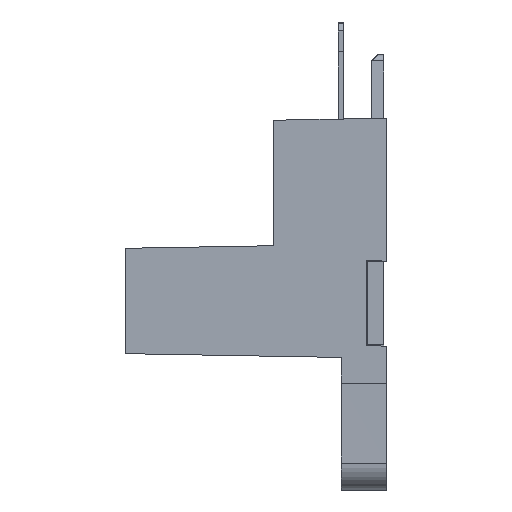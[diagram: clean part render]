
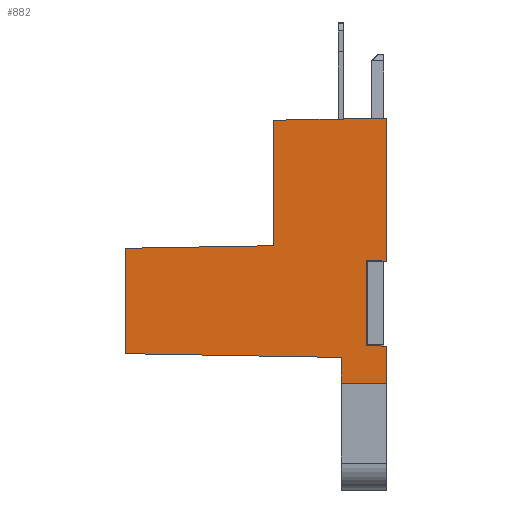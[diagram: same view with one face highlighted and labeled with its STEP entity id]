
A CAD part, left-side view. The second image highlights one B-rep face of the part: STEP entity #882.
In plain terms, the highlighted planar face has unit normal (-1, 0.009, 0).
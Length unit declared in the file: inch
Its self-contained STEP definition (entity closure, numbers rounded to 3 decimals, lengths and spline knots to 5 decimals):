
#33 = CARTESIAN_POINT ( 'NONE',  ( -0.60058, 0.61066, -0.52922 ) ) ;
#68 = LINE ( 'NONE', #5076, #6156 ) ;
#153 = CARTESIAN_POINT ( 'NONE',  ( -0.6055, 0.04767, -0.75742 ) ) ;
#251 = CARTESIAN_POINT ( 'NONE',  ( -0.60361, 0.2642, -0.52317 ) ) ;
#254 = VECTOR ( 'NONE', #1696, 39.37008 ) ;
#321 = EDGE_CURVE ( 'NONE', #5762, #3890, #2216, .T. ) ;
#353 = EDGE_CURVE ( 'NONE', #5836, #5094, #6021, .T. ) ;
#388 = CARTESIAN_POINT ( 'NONE',  ( -0.60591, 0.00042, -0.55912 ) ) ;
#399 = EDGE_CURVE ( 'NONE', #495, #3923, #6024, .T. ) ;
#486 = ORIENTED_EDGE ( 'NONE', *, *, #1881, .F. ) ;
#495 = VERTEX_POINT ( 'NONE', #33 ) ;
#514 = DIRECTION ( 'NONE',  ( 0., 0., 1. ) ) ;
#565 = DIRECTION ( 'NONE',  ( -0.009, -1., 0.017 ) ) ;
#579 = LINE ( 'NONE', #6034, #2080 ) ;
#727 = LINE ( 'NONE', #4554, #5055 ) ;
#852 = ORIENTED_EDGE ( 'NONE', *, *, #5572, .F. ) ;
#864 = CARTESIAN_POINT ( 'NONE',  ( -0.60545, 0.10672, -0.84488 ) ) ;
#882 = ADVANCED_FACE ( 'NONE', ( #1798 ), #2244, .F. ) ;
#889 = CARTESIAN_POINT ( 'NONE',  ( -0.6055, 0.04767, -0.55829 ) ) ;
#908 = VERTEX_POINT ( 'NONE', #4598 ) ;
#929 = ORIENTED_EDGE ( 'NONE', *, *, #4015, .F. ) ;
#960 = LINE ( 'NONE', #5394, #4858 ) ;
#1047 = VECTOR ( 'NONE', #2004, 39.37008 ) ;
#1063 = CARTESIAN_POINT ( 'NONE',  ( -0.60361, 0.2642, -0.2297 ) ) ;
#1123 = LINE ( 'NONE', #2250, #254 ) ;
#1128 = CARTESIAN_POINT ( 'NONE',  ( -0.60058, 0.61066, -0.52922 ) ) ;
#1168 = DIRECTION ( 'NONE',  ( 0., 0., 1. ) ) ;
#1227 = CARTESIAN_POINT ( 'NONE',  ( -0.60545, 0.10672, -0.84488 ) ) ;
#1259 = CARTESIAN_POINT ( 'NONE',  ( -0.60325, 0.30573, -0.62971 ) ) ;
#1261 = ORIENTED_EDGE ( 'NONE', *, *, #321, .F. ) ;
#1358 = VECTOR ( 'NONE', #5960, 39.37008 ) ;
#1685 = EDGE_CURVE ( 'NONE', #5571, #4774, #960, .T. ) ;
#1696 = DIRECTION ( 'NONE',  ( 0., 0., 1. ) ) ;
#1701 = LINE ( 'NONE', #4401, #2523 ) ;
#1707 = VECTOR ( 'NONE', #4397, 39.37008 ) ;
#1798 = FACE_OUTER_BOUND ( 'NONE', #2601, .T. ) ;
#1812 = VERTEX_POINT ( 'NONE', #6628 ) ;
#1847 = EDGE_CURVE ( 'NONE', #3923, #908, #1701, .T. ) ;
#1881 = EDGE_CURVE ( 'NONE', #2119, #5762, #68, .T. ) ;
#2004 = DIRECTION ( 'NONE',  ( 0., 0., -1. ) ) ;
#2080 = VECTOR ( 'NONE', #514, 39.37008 ) ;
#2119 = VERTEX_POINT ( 'NONE', #864 ) ;
#2216 = LINE ( 'NONE', #4968, #1707 ) ;
#2244 = PLANE ( 'NONE',  #2877 ) ;
#2249 = CARTESIAN_POINT ( 'NONE',  ( -0.60591, 0.00042, -0.84488 ) ) ;
#2250 = CARTESIAN_POINT ( 'NONE',  ( -0.60591, 0.00042, -0.39152 ) ) ;
#2308 = VECTOR ( 'NONE', #565, 39.37008 ) ;
#2523 = VECTOR ( 'NONE', #6561, 39.37008 ) ;
#2569 = ORIENTED_EDGE ( 'NONE', *, *, #6089, .T. ) ;
#2601 = EDGE_LOOP ( 'NONE', ( #3694, #1261, #486, #5555, #6874, #6752, #852, #4975, #2569, #929, #4752, #5951 ) ) ;
#2644 = VECTOR ( 'NONE', #4156, 39.37008 ) ;
#2877 = AXIS2_PLACEMENT_3D ( 'NONE', #1259, #3451, #5635 ) ;
#3185 = DIRECTION ( 'NONE',  ( -0.009, -1., -0.017 ) ) ;
#3451 = DIRECTION ( 'NONE',  ( 1., -0.009, 0. ) ) ;
#3694 = ORIENTED_EDGE ( 'NONE', *, *, #5391, .F. ) ;
#3890 = VERTEX_POINT ( 'NONE', #5145 ) ;
#3923 = VERTEX_POINT ( 'NONE', #251 ) ;
#4015 = EDGE_CURVE ( 'NONE', #908, #1812, #4358, .T. ) ;
#4059 = VERTEX_POINT ( 'NONE', #5931 ) ;
#4114 = B_SPLINE_CURVE_WITH_KNOTS ( 'NONE', 3,
 ( #2249, #4425, #6765, #1227 ),
 .UNSPECIFIED., .F., .F.,
 ( 4, 4 ),
 ( 0., 1. ),
 .UNSPECIFIED. ) ;
#4156 = DIRECTION ( 'NONE',  ( -0.009, -1., -0.009 ) ) ;
#4320 = CARTESIAN_POINT ( 'NONE',  ( -0.6055, 0.04767, -0.75742 ) ) ;
#4358 = LINE ( 'NONE', #1063, #2308 ) ;
#4397 = DIRECTION ( 'NONE',  ( 0.009, 1., 0.017 ) ) ;
#4401 = CARTESIAN_POINT ( 'NONE',  ( -0.60361, 0.2642, -0.62971 ) ) ;
#4425 = CARTESIAN_POINT ( 'NONE',  ( -0.60591, 0.03586, -0.84488 ) ) ;
#4554 = CARTESIAN_POINT ( 'NONE',  ( -0.60058, 0.61066, -0.62971 ) ) ;
#4598 = CARTESIAN_POINT ( 'NONE',  ( -0.60361, 0.2642, -0.2297 ) ) ;
#4671 = CARTESIAN_POINT ( 'NONE',  ( -0.60591, 0.00042, -0.75784 ) ) ;
#4752 = ORIENTED_EDGE ( 'NONE', *, *, #1847, .F. ) ;
#4774 = VERTEX_POINT ( 'NONE', #388 ) ;
#4858 = VECTOR ( 'NONE', #3185, 39.37008 ) ;
#4950 = EDGE_CURVE ( 'NONE', #4059, #2119, #4114, .T. ) ;
#4968 = CARTESIAN_POINT ( 'NONE',  ( -0.60498, 0.10672, -0.78443 ) ) ;
#4975 = ORIENTED_EDGE ( 'NONE', *, *, #1685, .T. ) ;
#5055 = VECTOR ( 'NONE', #6112, 39.37008 ) ;
#5076 = CARTESIAN_POINT ( 'NONE',  ( -0.60498, 0.10672, -0.92827 ) ) ;
#5094 = VERTEX_POINT ( 'NONE', #4671 ) ;
#5145 = CARTESIAN_POINT ( 'NONE',  ( -0.60058, 0.61066, -0.77563 ) ) ;
#5391 = EDGE_CURVE ( 'NONE', #3890, #495, #727, .T. ) ;
#5394 = CARTESIAN_POINT ( 'NONE',  ( -0.6055, 0.04767, -0.55829 ) ) ;
#5555 = ORIENTED_EDGE ( 'NONE', *, *, #4950, .F. ) ;
#5571 = VERTEX_POINT ( 'NONE', #889 ) ;
#5572 = EDGE_CURVE ( 'NONE', #5571, #5836, #6895, .T. ) ;
#5635 = DIRECTION ( 'NONE',  ( 0.009, 1., 0. ) ) ;
#5674 = EDGE_CURVE ( 'NONE', #4059, #5094, #579, .T. ) ;
#5762 = VERTEX_POINT ( 'NONE', #6677 ) ;
#5829 = CARTESIAN_POINT ( 'NONE',  ( -0.6055, 0.04767, -0.62971 ) ) ;
#5836 = VERTEX_POINT ( 'NONE', #153 ) ;
#5931 = CARTESIAN_POINT ( 'NONE',  ( -0.60591, 0.00042, -0.84488 ) ) ;
#5951 = ORIENTED_EDGE ( 'NONE', *, *, #399, .F. ) ;
#5960 = DIRECTION ( 'NONE',  ( -0.009, -1., 0.017 ) ) ;
#6021 = LINE ( 'NONE', #4320, #2644 ) ;
#6024 = LINE ( 'NONE', #1128, #1358 ) ;
#6034 = CARTESIAN_POINT ( 'NONE',  ( -0.60591, 0.00042, -0.39152 ) ) ;
#6089 = EDGE_CURVE ( 'NONE', #4774, #1812, #1123, .T. ) ;
#6112 = DIRECTION ( 'NONE',  ( 0., 0., 1. ) ) ;
#6156 = VECTOR ( 'NONE', #1168, 39.37008 ) ;
#6561 = DIRECTION ( 'NONE',  ( 0., 0., 1. ) ) ;
#6628 = CARTESIAN_POINT ( 'NONE',  ( -0.60591, 0.00042, -0.2251 ) ) ;
#6677 = CARTESIAN_POINT ( 'NONE',  ( -0.60498, 0.10672, -0.78443 ) ) ;
#6752 = ORIENTED_EDGE ( 'NONE', *, *, #353, .F. ) ;
#6765 = CARTESIAN_POINT ( 'NONE',  ( -0.60591, 0.07129, -0.84488 ) ) ;
#6874 = ORIENTED_EDGE ( 'NONE', *, *, #5674, .T. ) ;
#6895 = LINE ( 'NONE', #5829, #1047 ) ;
